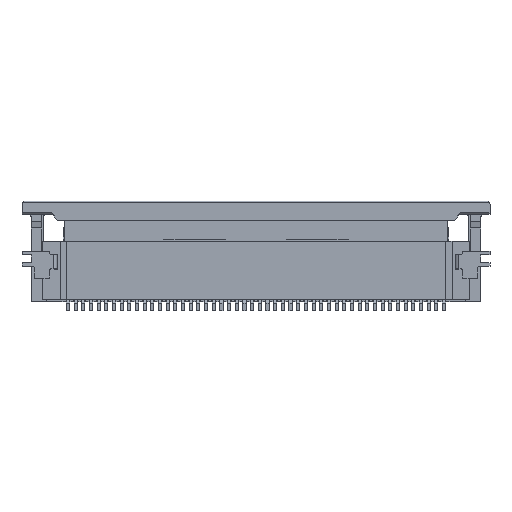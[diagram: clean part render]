
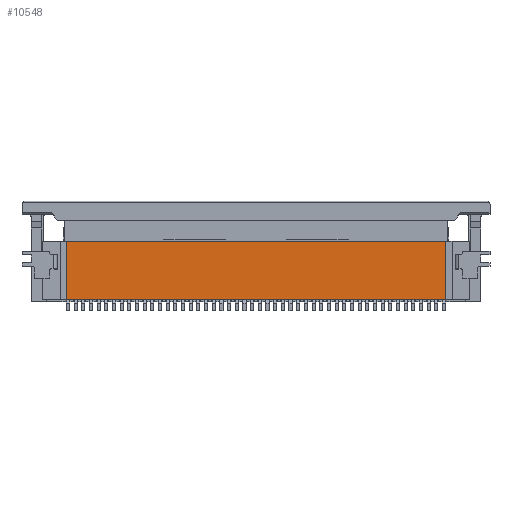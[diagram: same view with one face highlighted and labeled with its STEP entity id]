
A CAD part, front view. The second image highlights one B-rep face of the part: STEP entity #10548.
In plain terms, the highlighted planar face has unit normal (0, -1, 0).
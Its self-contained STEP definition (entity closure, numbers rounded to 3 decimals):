
#10548=ADVANCED_FACE('',(#13312),#13313,.T.);
#13312=FACE_OUTER_BOUND('',#17769,.T.);
#13313=PLANE('',#17770);
#17769=EDGE_LOOP('',(#22984,#22985,#22986,#22987));
#17770=AXIS2_PLACEMENT_3D('',#22988,#22989,#22990);
#22984=ORIENTED_EDGE('',*,*,#41736,.T.);
#22985=ORIENTED_EDGE('',*,*,#41737,.T.);
#22986=ORIENTED_EDGE('',*,*,#41738,.T.);
#22987=ORIENTED_EDGE('',*,*,#41739,.F.);
#22988=CARTESIAN_POINT('',(0.0,0.06,3.95));
#22989=DIRECTION('',(0.0,-1.0,0.0));
#22990=DIRECTION('',(0.0,0.0,-1.0));
#41736=EDGE_CURVE('',#49118,#49119,#49120,.T.);
#41737=EDGE_CURVE('',#49119,#49121,#49122,.T.);
#41738=EDGE_CURVE('',#49121,#49123,#49124,.T.);
#41739=EDGE_CURVE('',#49118,#49123,#49125,.T.);
#49118=VERTEX_POINT('',#60612);
#49119=VERTEX_POINT('',#60613);
#49120=LINE('',#60614,#60615);
#49121=VERTEX_POINT('',#60616);
#49122=LINE('',#60617,#60618);
#49123=VERTEX_POINT('',#60619);
#49124=LINE('',#60620,#60621);
#49125=LINE('',#60622,#60623);
#60612=CARTESIAN_POINT('',(-12.325,0.06,3.95));
#60613=CARTESIAN_POINT('',(-12.325,0.06,0.15));
#60614=CARTESIAN_POINT('',(-12.325,0.06,3.95));
#60615=VECTOR('',#76336,3.8);
#60616=CARTESIAN_POINT('',(12.375,0.06,0.15));
#60617=CARTESIAN_POINT('',(-12.325,0.06,0.15));
#60618=VECTOR('',#76337,24.7);
#60619=CARTESIAN_POINT('',(12.375,0.06,3.95));
#60620=CARTESIAN_POINT('',(12.375,0.06,0.15));
#60621=VECTOR('',#76338,3.8);
#60622=CARTESIAN_POINT('',(-12.325,0.06,3.95));
#60623=VECTOR('',#76339,24.7);
#76336=DIRECTION('',(0.0,0.0,-1.0));
#76337=DIRECTION('',(1.0,0.0,0.0));
#76338=DIRECTION('',(0.0,0.0,1.0));
#76339=DIRECTION('',(1.0,0.0,0.0));
